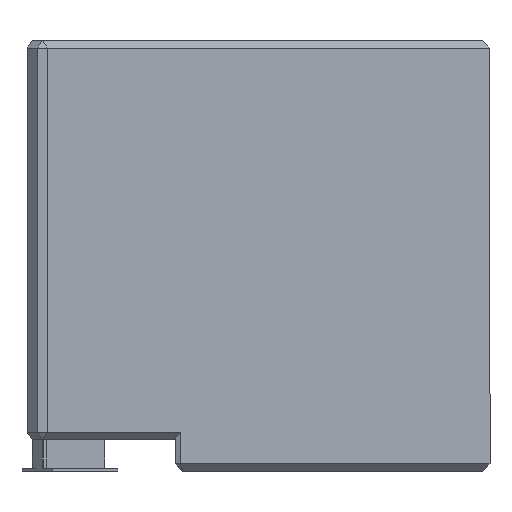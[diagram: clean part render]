
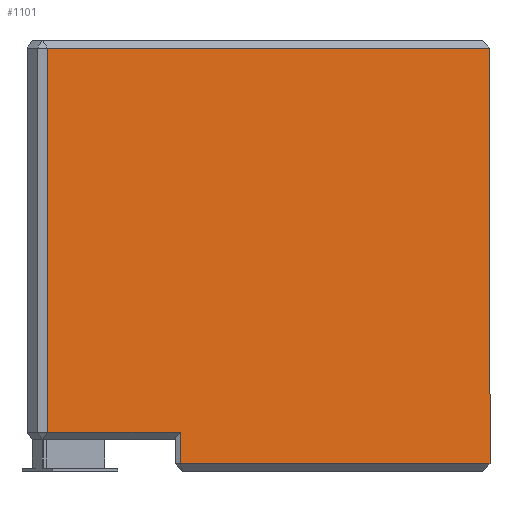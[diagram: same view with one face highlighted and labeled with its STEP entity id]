
A CAD part, front view. The second image highlights one B-rep face of the part: STEP entity #1101.
In plain terms, the highlighted planar face has unit normal (0.707, -0.707, 0).
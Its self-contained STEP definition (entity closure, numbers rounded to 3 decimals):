
#96=FACE_OUTER_BOUND('',#165,.T.);
#165=EDGE_LOOP('',(#955,#956,#957,#958,#959,#960));
#253=LINE('',#1680,#392);
#267=LINE('',#1708,#406);
#273=LINE('',#1718,#412);
#275=LINE('',#1722,#414);
#279=LINE('',#1728,#418);
#306=LINE('',#1784,#445);
#392=VECTOR('',#1365,10.);
#406=VECTOR('',#1389,10.);
#412=VECTOR('',#1399,10.);
#414=VECTOR('',#1405,10.);
#418=VECTOR('',#1411,10.);
#445=VECTOR('',#1478,10.);
#506=VERTEX_POINT('',#1660);
#511=VERTEX_POINT('',#1672);
#512=VERTEX_POINT('',#1679);
#515=VERTEX_POINT('',#1686);
#521=VERTEX_POINT('',#1707);
#522=VERTEX_POINT('',#1711);
#625=EDGE_CURVE('',#512,#511,#253,.T.);
#639=EDGE_CURVE('',#511,#521,#267,.T.);
#645=EDGE_CURVE('',#522,#515,#273,.T.);
#647=EDGE_CURVE('',#521,#522,#275,.T.);
#651=EDGE_CURVE('',#515,#506,#279,.T.);
#680=EDGE_CURVE('',#512,#506,#306,.T.);
#955=ORIENTED_EDGE('',*,*,#625,.F.);
#956=ORIENTED_EDGE('',*,*,#680,.T.);
#957=ORIENTED_EDGE('',*,*,#651,.F.);
#958=ORIENTED_EDGE('',*,*,#645,.F.);
#959=ORIENTED_EDGE('',*,*,#647,.F.);
#960=ORIENTED_EDGE('',*,*,#639,.F.);
#1035=PLANE('',#1191);
#1101=ADVANCED_FACE('',(#96),#1035,.T.);
#1191=AXIS2_PLACEMENT_3D('',#1783,#1476,#1477);
#1365=DIRECTION('',(-0.707,-0.707,0.));
#1389=DIRECTION('',(0.,0.,1.));
#1399=DIRECTION('',(0.,0.,1.));
#1405=DIRECTION('',(-0.707,-0.707,0.));
#1411=DIRECTION('',(0.707,0.707,0.));
#1476=DIRECTION('center_axis',(0.707,-0.707,0.));
#1477=DIRECTION('ref_axis',(0.707,0.707,0.));
#1478=DIRECTION('',(0.,0.,1.));
#1660=CARTESIAN_POINT('',(-2.,-0.828,-25.5));
#1672=CARTESIAN_POINT('',(-23.446,-22.275,-54.3));
#1679=CARTESIAN_POINT('',(-2.,-0.828,-54.3));
#1680=CARTESIAN_POINT('',(-9.826,-8.655,-54.3));
#1686=CARTESIAN_POINT('',(-32.638,-31.466,-25.5));
#1707=CARTESIAN_POINT('',(-23.446,-22.275,-52.1));
#1708=CARTESIAN_POINT('',(-23.446,-22.275,-53.8));
#1711=CARTESIAN_POINT('',(-32.638,-31.466,-52.1));
#1718=CARTESIAN_POINT('',(-32.638,-31.466,-54.8));
#1722=CARTESIAN_POINT('',(-30.517,-29.345,-52.1));
#1728=CARTESIAN_POINT('',(-12.051,-10.879,-25.5));
#1783=CARTESIAN_POINT('Origin',(-32.991,-31.82,-54.8));
#1784=CARTESIAN_POINT('',(-2.,-0.828,-54.8));
